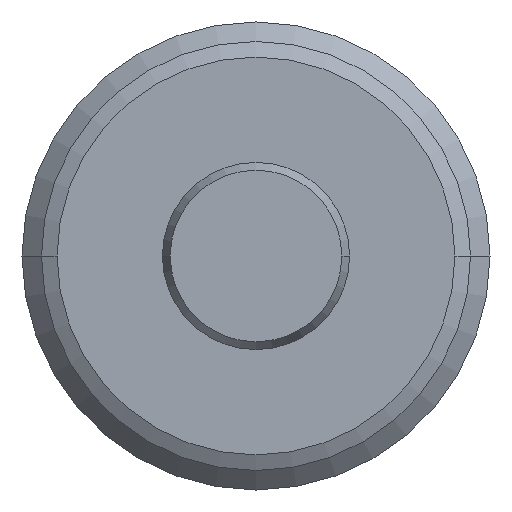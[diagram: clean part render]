
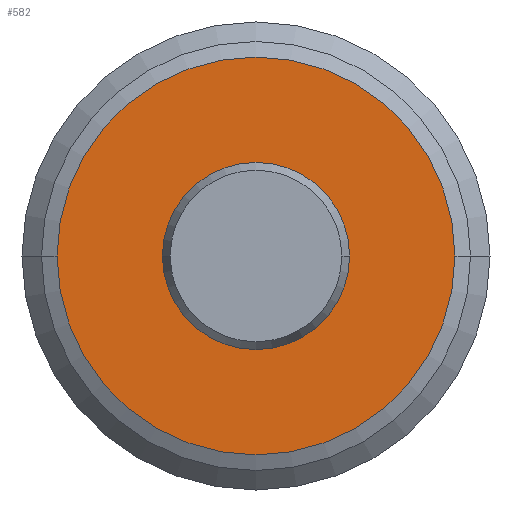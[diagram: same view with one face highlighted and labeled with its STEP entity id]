
A CAD part, front view. The second image highlights one B-rep face of the part: STEP entity #582.
In plain terms, the highlighted planar face has unit normal (0, -1, 0).
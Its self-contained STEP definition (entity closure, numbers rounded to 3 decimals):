
#63=CARTESIAN_POINT('',(0.,-35.5,0.));
#64=DIRECTION('',(0.,1.,0.));
#65=DIRECTION('',(-1.,0.,0.));
#66=AXIS2_PLACEMENT_3D('',#63,#64,#65);
#68=CARTESIAN_POINT('',(0.,-35.5,0.));
#69=DIRECTION('',(0.,1.,0.));
#70=DIRECTION('',(1.,0.,0.));
#71=AXIS2_PLACEMENT_3D('',#68,#69,#70);
#73=CARTESIAN_POINT('',(0.,-35.5,0.));
#74=DIRECTION('',(0.,-1.,0.));
#75=DIRECTION('',(1.,0.,0.));
#76=AXIS2_PLACEMENT_3D('',#73,#74,#75);
#78=CARTESIAN_POINT('',(0.,-35.5,0.));
#79=DIRECTION('',(0.,-1.,0.));
#80=DIRECTION('',(-1.,0.,0.));
#81=AXIS2_PLACEMENT_3D('',#78,#79,#80);
#397=CARTESIAN_POINT('',(-12.75,-35.5,0.));
#398=VERTEX_POINT('',#397);
#399=CARTESIAN_POINT('',(12.75,-35.5,0.));
#400=VERTEX_POINT('',#399);
#401=CARTESIAN_POINT('',(5.5,-35.5,0.));
#402=CARTESIAN_POINT('',(-5.5,-35.5,0.));
#403=VERTEX_POINT('',#401);
#404=VERTEX_POINT('',#402);
#567=CARTESIAN_POINT('',(-9.125,-35.5,0.));
#568=DIRECTION('',(0.,-1.,0.));
#569=DIRECTION('',(1.,0.,0.));
#570=AXIS2_PLACEMENT_3D('',#567,#568,#569);
#571=PLANE('',#570);
#572=ORIENTED_EDGE('',*,*,#562,.T.);
#573=ORIENTED_EDGE('',*,*,#546,.T.);
#574=EDGE_LOOP('',(#572,#573));
#575=FACE_OUTER_BOUND('',#574,.F.);
#577=ORIENTED_EDGE('',*,*,#576,.T.);
#579=ORIENTED_EDGE('',*,*,#578,.T.);
#580=EDGE_LOOP('',(#577,#579));
#581=FACE_BOUND('',#580,.F.);
#582=ADVANCED_FACE('',(#575,#581),#571,.T.);
#67=CIRCLE('',#66,12.75);
#72=CIRCLE('',#71,12.75);
#77=CIRCLE('',#76,5.5);
#82=CIRCLE('',#81,5.5);
#546=EDGE_CURVE('',#400,#398,#72,.T.);
#562=EDGE_CURVE('',#398,#400,#67,.T.);
#576=EDGE_CURVE('',#403,#404,#77,.T.);
#578=EDGE_CURVE('',#404,#403,#82,.T.);
